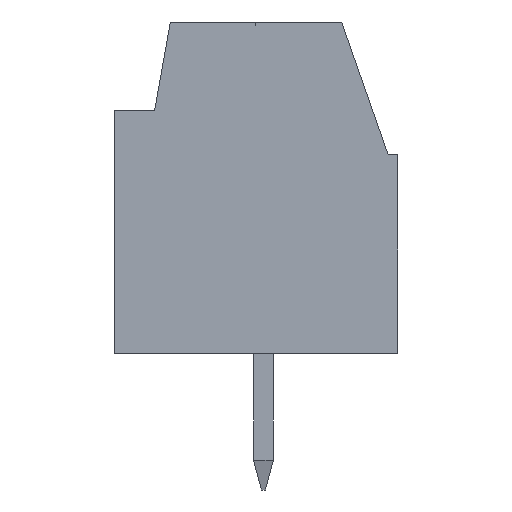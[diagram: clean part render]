
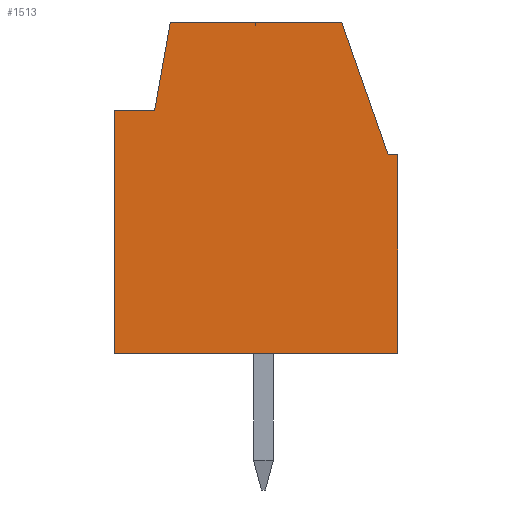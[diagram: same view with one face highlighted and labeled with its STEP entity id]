
A CAD part, left-side view. The second image highlights one B-rep face of the part: STEP entity #1513.
In plain terms, the highlighted planar face has unit normal (-1, 0, 0).
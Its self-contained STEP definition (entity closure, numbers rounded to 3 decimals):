
#95 = VERTEX_POINT('',#96);
#96 = CARTESIAN_POINT('',(-24.511,3.847,0.013));
#102 = EDGE_CURVE('',#95,#103,#105,.T.);
#103 = VERTEX_POINT('',#104);
#104 = CARTESIAN_POINT('',(-24.511,-3.443,0.013));
#105 = LINE('',#106,#107);
#106 = CARTESIAN_POINT('',(-24.511,3.847,0.013));
#107 = VECTOR('',#108,1.);
#108 = DIRECTION('',(0.,-1.,0.));
#602 = VERTEX_POINT('',#603);
#603 = CARTESIAN_POINT('',(-24.511,3.847,6.262));
#609 = EDGE_CURVE('',#602,#95,#610,.T.);
#610 = LINE('',#611,#612);
#611 = CARTESIAN_POINT('',(-24.511,3.847,6.262));
#612 = VECTOR('',#613,1.);
#613 = DIRECTION('',(0.,0.,-1.));
#626 = VERTEX_POINT('',#627);
#627 = CARTESIAN_POINT('',(-24.511,2.805,6.262));
#633 = EDGE_CURVE('',#626,#602,#634,.T.);
#634 = LINE('',#635,#636);
#635 = CARTESIAN_POINT('',(-24.511,2.805,6.262));
#636 = VECTOR('',#637,1.);
#637 = DIRECTION('',(0.,1.,0.));
#650 = VERTEX_POINT('',#651);
#651 = CARTESIAN_POINT('',(-24.511,2.402,8.522));
#657 = EDGE_CURVE('',#650,#626,#658,.T.);
#658 = LINE('',#659,#660);
#659 = CARTESIAN_POINT('',(-24.511,2.402,8.522));
#660 = VECTOR('',#661,1.);
#661 = DIRECTION('',(0.,0.176,-0.984)
  );
#674 = VERTEX_POINT('',#675);
#675 = CARTESIAN_POINT('',(-24.511,-1.998,8.522));
#681 = EDGE_CURVE('',#674,#650,#682,.T.);
#682 = LINE('',#683,#684);
#683 = CARTESIAN_POINT('',(-24.511,-1.998,8.522));
#684 = VECTOR('',#685,1.);
#685 = DIRECTION('',(0.,1.,0.));
#978 = VERTEX_POINT('',#979);
#979 = CARTESIAN_POINT('',(-24.511,-3.189,5.119));
#985 = EDGE_CURVE('',#978,#674,#986,.T.);
#986 = LINE('',#987,#988);
#987 = CARTESIAN_POINT('',(-24.511,-3.189,5.119));
#988 = VECTOR('',#989,1.);
#989 = DIRECTION('',(0.,0.33,0.944)
  );
#1002 = VERTEX_POINT('',#1003);
#1003 = CARTESIAN_POINT('',(-24.511,-3.443,5.119));
#1009 = EDGE_CURVE('',#1002,#978,#1010,.T.);
#1010 = LINE('',#1011,#1012);
#1011 = CARTESIAN_POINT('',(-24.511,-3.443,5.119));
#1012 = VECTOR('',#1013,1.);
#1013 = DIRECTION('',(0.,1.,0.));
#1026 = EDGE_CURVE('',#103,#1002,#1027,.T.);
#1027 = LINE('',#1028,#1029);
#1028 = CARTESIAN_POINT('',(-24.511,-3.443,0.013));
#1029 = VECTOR('',#1030,1.);
#1030 = DIRECTION('',(0.,0.,1.));
#1513 = ADVANCED_FACE('',(#1514),#1524,.T.);
#1514 = FACE_BOUND('',#1515,.F.);
#1515 = EDGE_LOOP('',(#1516,#1517,#1518,#1519,#1520,#1521,#1522,#1523));
#1516 = ORIENTED_EDGE('',*,*,#102,.F.);
#1517 = ORIENTED_EDGE('',*,*,#609,.F.);
#1518 = ORIENTED_EDGE('',*,*,#633,.F.);
#1519 = ORIENTED_EDGE('',*,*,#657,.F.);
#1520 = ORIENTED_EDGE('',*,*,#681,.F.);
#1521 = ORIENTED_EDGE('',*,*,#985,.F.);
#1522 = ORIENTED_EDGE('',*,*,#1009,.F.);
#1523 = ORIENTED_EDGE('',*,*,#1026,.F.);
#1524 = PLANE('',#1525);
#1525 = AXIS2_PLACEMENT_3D('',#1526,#1527,#1528);
#1526 = CARTESIAN_POINT('',(-24.511,0.202,0.013));
#1527 = DIRECTION('',(-1.,0.,0.));
#1528 = DIRECTION('',(0.,-1.,0.));
